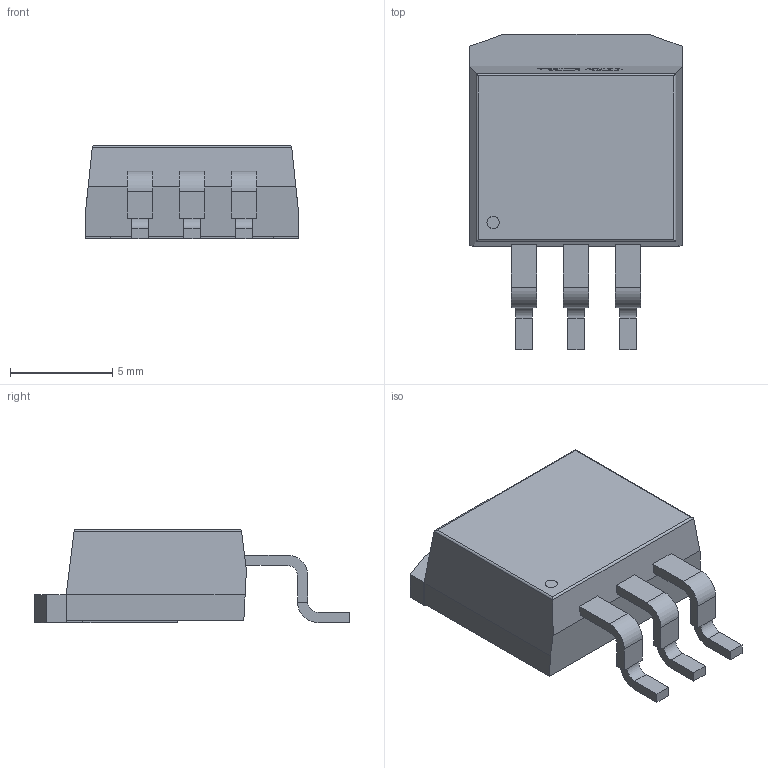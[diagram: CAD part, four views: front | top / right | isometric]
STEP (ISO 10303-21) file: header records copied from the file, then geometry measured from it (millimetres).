
FILE_DESCRIPTION (( 'STEP AP214' ), '1' );
FILE_NAME ('TO-263-3_L10.4-W8.8-P2.54-LS15.2.step', '2022-08-01T13:06:12', ( '' ), ( '' ), 'SwSTEP 2.0', 'SolidWorks 2020', '' );
FILE_SCHEMA (( 'AUTOMOTIVE_DESIGN' ));
Length unit declared in the file: millimetre
Products named in the file (1): TO-263-3_L10.4-W8.8-P2.54-LS15.2
Bounding box: 10.4 x 15.4 x 4.55 mm (x, y, z)
Volume: 424.4 mm3; surface area: 441.7 mm2
Topology: 1 solids, 1 shells, 308 faces, 837 edges, 554 vertices
Faces by surface type: plane 192, bspline 98, cylinder 18
Entity records: 13547 total; most frequent: CARTESIAN_POINT 3030, ORIENTED_EDGE 1674, DIRECTION 1079, EDGE_CURVE 837, LINE 601, VECTOR 601, VERTEX_POINT 554, EDGE_LOOP 331
